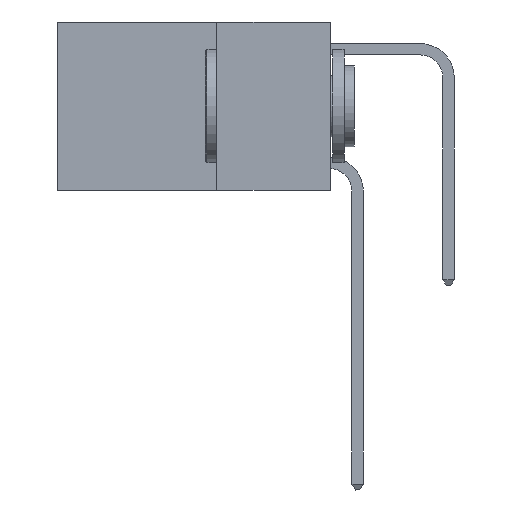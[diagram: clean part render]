
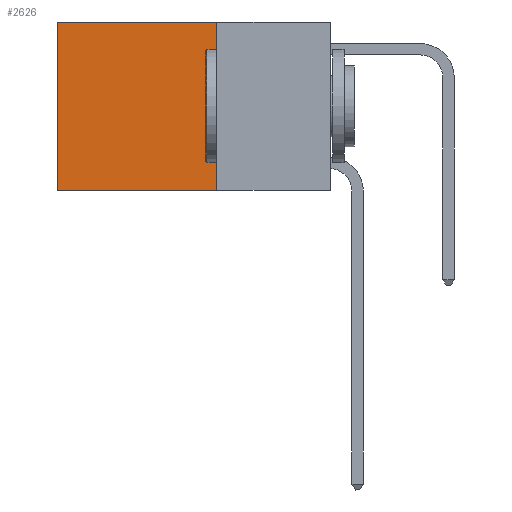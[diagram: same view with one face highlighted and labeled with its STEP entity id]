
A CAD part, left-side view. The second image highlights one B-rep face of the part: STEP entity #2626.
In plain terms, the highlighted planar face has unit normal (-1, 0, 0).
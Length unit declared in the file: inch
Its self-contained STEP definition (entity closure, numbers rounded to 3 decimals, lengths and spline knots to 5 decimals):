
#302 = VERTEX_POINT ( 'NONE', #3889 ) ;
#1063 = LINE ( 'NONE', #14121, #4057 ) ;
#1593 = CARTESIAN_POINT ( 'NONE',  ( 0.2625, 0.25, 0. ) ) ;
#1711 = CARTESIAN_POINT ( 'NONE',  ( 0.2625, 0.25, 0. ) ) ;
#1960 = DIRECTION ( 'NONE',  ( 0., 1., 0. ) ) ;
#2262 = ORIENTED_EDGE ( 'NONE', *, *, #6908, .F. ) ;
#2454 = LINE ( 'NONE', #6848, #5466 ) ;
#2626 = ADVANCED_FACE ( 'NONE', ( #6359 ), #6444, .F. ) ;
#3539 = VERTEX_POINT ( 'NONE', #8758 ) ;
#3889 = CARTESIAN_POINT ( 'NONE',  ( 0.2625, 0.25, -0.37 ) ) ;
#3931 = AXIS2_PLACEMENT_3D ( 'NONE', #6290, #5712, #5441 ) ;
#4057 = VECTOR ( 'NONE', #5286, 39.37008 ) ;
#5286 = DIRECTION ( 'NONE',  ( 0., 0., -1. ) ) ;
#5441 = DIRECTION ( 'NONE',  ( 0., 0., -1. ) ) ;
#5466 = VECTOR ( 'NONE', #5594, 39.37008 ) ;
#5594 = DIRECTION ( 'NONE',  ( 0., 1., 0. ) ) ;
#5606 = EDGE_CURVE ( 'NONE', #3539, #9255, #1063, .T. ) ;
#5712 = DIRECTION ( 'NONE',  ( 1., 0., 0. ) ) ;
#6290 = CARTESIAN_POINT ( 'NONE',  ( 0.2625, 0.25, 0. ) ) ;
#6359 = FACE_OUTER_BOUND ( 'NONE', #7214, .T. ) ;
#6444 = PLANE ( 'NONE',  #3931 ) ;
#6667 = VECTOR ( 'NONE', #1960, 39.37008 ) ;
#6848 = CARTESIAN_POINT ( 'NONE',  ( 0.2625, 0.25, -0.37 ) ) ;
#6908 = EDGE_CURVE ( 'NONE', #11327, #302, #12609, .T. ) ;
#6931 = EDGE_CURVE ( 'NONE', #302, #9255, #2454, .T. ) ;
#7001 = ORIENTED_EDGE ( 'NONE', *, *, #6931, .F. ) ;
#7103 = VECTOR ( 'NONE', #11918, 39.37008 ) ;
#7214 = EDGE_LOOP ( 'NONE', ( #9372, #7001, #2262, #13689 ) ) ;
#7480 = LINE ( 'NONE', #9683, #6667 ) ;
#7725 = EDGE_CURVE ( 'NONE', #11327, #3539, #7480, .T. ) ;
#8758 = CARTESIAN_POINT ( 'NONE',  ( 0.2625, 0.6, 0. ) ) ;
#9255 = VERTEX_POINT ( 'NONE', #15435 ) ;
#9372 = ORIENTED_EDGE ( 'NONE', *, *, #5606, .T. ) ;
#9683 = CARTESIAN_POINT ( 'NONE',  ( 0.2625, 0.25, 0. ) ) ;
#11327 = VERTEX_POINT ( 'NONE', #1593 ) ;
#11918 = DIRECTION ( 'NONE',  ( 0., 0., -1. ) ) ;
#12609 = LINE ( 'NONE', #1711, #7103 ) ;
#13689 = ORIENTED_EDGE ( 'NONE', *, *, #7725, .T. ) ;
#14121 = CARTESIAN_POINT ( 'NONE',  ( 0.2625, 0.6, 0. ) ) ;
#15435 = CARTESIAN_POINT ( 'NONE',  ( 0.2625, 0.6, -0.37 ) ) ;
